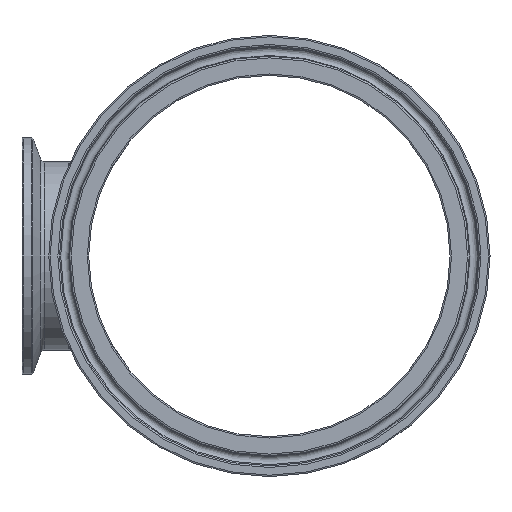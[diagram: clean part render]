
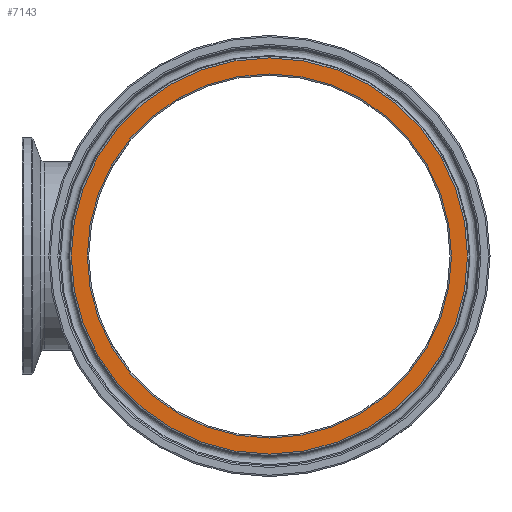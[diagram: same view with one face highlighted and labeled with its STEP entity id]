
A CAD part, left-side view. The second image highlights one B-rep face of the part: STEP entity #7143.
In plain terms, the highlighted planar face has unit normal (-1, 0, 0).
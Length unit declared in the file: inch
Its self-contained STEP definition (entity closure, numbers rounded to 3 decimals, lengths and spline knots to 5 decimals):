
#182=FACE_BOUND('',#1416,.T.);
#370=PLANE('',#7615);
#925=FACE_OUTER_BOUND('',#1415,.T.);
#1415=EDGE_LOOP('',(#6629));
#1416=EDGE_LOOP('',(#6630));
#2886=CIRCLE('',#7614,1.932);
#2887=CIRCLE('',#7616,2.10216);
#3588=VERTEX_POINT('',#15264);
#3589=VERTEX_POINT('',#15267);
#4611=EDGE_CURVE('',#3588,#3588,#2886,.T.);
#4612=EDGE_CURVE('',#3589,#3589,#2887,.T.);
#6629=ORIENTED_EDGE('',*,*,#4612,.F.);
#6630=ORIENTED_EDGE('',*,*,#4611,.F.);
#7143=ADVANCED_FACE('',(#925,#182),#370,.T.);
#7614=AXIS2_PLACEMENT_3D('',#15265,#9016,#9017);
#7615=AXIS2_PLACEMENT_3D('',#15266,#9018,#9019);
#7616=AXIS2_PLACEMENT_3D('',#15268,#9020,#9021);
#9016=DIRECTION('center_axis',(-1.,0.,0.));
#9017=DIRECTION('ref_axis',(0.,-1.,0.));
#9018=DIRECTION('center_axis',(-1.,0.,0.));
#9019=DIRECTION('ref_axis',(0.,0.,1.));
#9020=DIRECTION('center_axis',(1.,0.,0.));
#9021=DIRECTION('ref_axis',(0.,-1.,0.));
#15264=CARTESIAN_POINT('',(-4.0625,1.932,0.));
#15265=CARTESIAN_POINT('Origin',(-4.0625,0.,0.));
#15266=CARTESIAN_POINT('Origin',(-4.0625,2.11616,0.));
#15267=CARTESIAN_POINT('',(-4.0625,2.10216,0.));
#15268=CARTESIAN_POINT('Origin',(-4.0625,0.,0.));
